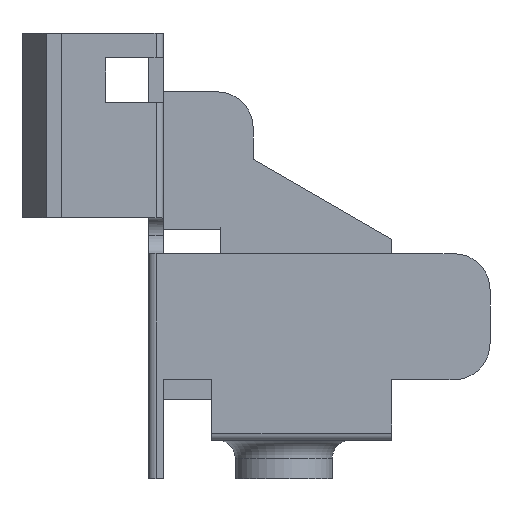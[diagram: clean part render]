
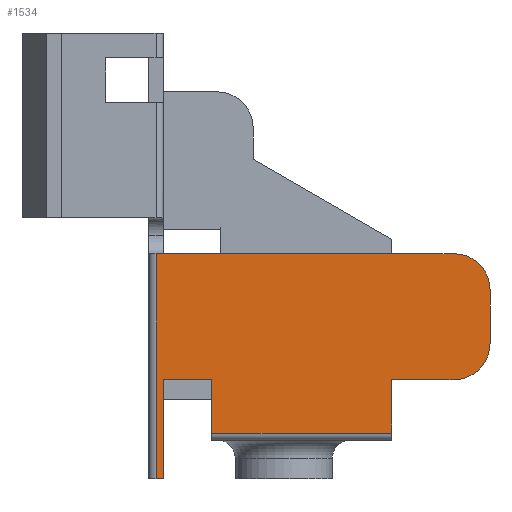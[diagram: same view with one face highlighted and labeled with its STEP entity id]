
A CAD part, left-side view. The second image highlights one B-rep face of the part: STEP entity #1534.
In plain terms, the highlighted planar face has unit normal (-1, 0, 0).
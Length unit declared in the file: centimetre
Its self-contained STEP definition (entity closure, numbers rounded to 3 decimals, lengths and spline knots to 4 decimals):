
#98=LINE($,#2396,#263);
#104=LINE($,#2410,#269);
#106=LINE($,#2419,#271);
#109=LINE($,#2426,#274);
#139=LINE($,#2498,#304);
#140=LINE($,#2502,#305);
#141=LINE($,#2506,#306);
#142=LINE($,#2507,#307);
#143=LINE($,#2509,#308);
#144=LINE($,#2511,#309);
#145=LINE($,#2512,#310);
#263=VECTOR($,#1912,1.);
#269=VECTOR($,#1924,0.297);
#271=VECTOR($,#1934,1.25);
#274=VECTOR($,#1941,0.04);
#304=VECTOR($,#2015,0.347);
#305=VECTOR($,#2018,0.3);
#306=VECTOR($,#2021,1.617);
#307=VECTOR($,#2022,0.04);
#308=VECTOR($,#2023,0.55);
#309=VECTOR($,#2024,0.27);
#310=VECTOR($,#2025,0.297);
#375=PLANE($,#1662);
#489=FACE_OUTER_BOUND($,#586,.T.);
#586=EDGE_LOOP($,(#1302,#1303,#1304,#1305,#1306,#1307,#1308,#1309,#1310,
#1311,#1312,#1313,#1314));
#658=CIRCLE($,#1663,0.2);
#659=CIRCLE($,#1664,0.2);
#762=VERTEX_POINT($,#2393);
#763=VERTEX_POINT($,#2395);
#768=VERTEX_POINT($,#2408);
#770=VERTEX_POINT($,#2416);
#771=VERTEX_POINT($,#2418);
#773=VERTEX_POINT($,#2424);
#793=VERTEX_POINT($,#2497);
#794=VERTEX_POINT($,#2499);
#795=VERTEX_POINT($,#2501);
#796=VERTEX_POINT($,#2503);
#797=VERTEX_POINT($,#2505);
#798=VERTEX_POINT($,#2508);
#799=VERTEX_POINT($,#2510);
#932=EDGE_CURVE($,#762,#763,#98,.T.);
#940=EDGE_CURVE($,#762,#768,#104,.F.);
#944=EDGE_CURVE($,#770,#771,#106,.T.);
#948=EDGE_CURVE($,#773,#770,#109,.T.);
#984=EDGE_CURVE($,#793,#768,#139,.F.);
#985=EDGE_CURVE($,#794,#793,#658,.T.);
#986=EDGE_CURVE($,#795,#794,#140,.F.);
#987=EDGE_CURVE($,#796,#795,#659,.T.);
#988=EDGE_CURVE($,#797,#796,#141,.T.);
#989=EDGE_CURVE($,#797,#771,#142,.T.);
#990=EDGE_CURVE($,#798,#773,#143,.T.);
#991=EDGE_CURVE($,#799,#798,#144,.F.);
#992=EDGE_CURVE($,#799,#763,#145,.F.);
#1302=ORIENTED_EDGE($,*,*,#932,.F.);
#1303=ORIENTED_EDGE($,*,*,#940,.T.);
#1304=ORIENTED_EDGE($,*,*,#984,.F.);
#1305=ORIENTED_EDGE($,*,*,#985,.F.);
#1306=ORIENTED_EDGE($,*,*,#986,.F.);
#1307=ORIENTED_EDGE($,*,*,#987,.F.);
#1308=ORIENTED_EDGE($,*,*,#988,.F.);
#1309=ORIENTED_EDGE($,*,*,#989,.T.);
#1310=ORIENTED_EDGE($,*,*,#944,.F.);
#1311=ORIENTED_EDGE($,*,*,#948,.F.);
#1312=ORIENTED_EDGE($,*,*,#990,.F.);
#1313=ORIENTED_EDGE($,*,*,#991,.F.);
#1314=ORIENTED_EDGE($,*,*,#992,.T.);
#1534=ADVANCED_FACE($,(#489),#375,.F.);
#1662=AXIS2_PLACEMENT_3D($,#2496,#2013,#2014);
#1663=AXIS2_PLACEMENT_3D($,#2500,#2016,#2017);
#1664=AXIS2_PLACEMENT_3D($,#2504,#2019,#2020);
#1912=DIRECTION($,(0.,1.,0.));
#1924=DIRECTION($,(0.,0.,-1.));
#1934=DIRECTION($,(0.,0.,1.));
#1941=DIRECTION($,(0.,1.,0.));
#2013=DIRECTION('center_axis',(1.,0.,0.));
#2014=DIRECTION('ref_axis',(0.,0.,-1.));
#2015=DIRECTION($,(0.,-1.,0.));
#2016=DIRECTION('center_axis',(1.,0.,0.));
#2017=DIRECTION('ref_axis',(0.,-0.707,-0.707));
#2018=DIRECTION($,(0.,0.,1.));
#2019=DIRECTION('center_axis',(1.,0.,0.));
#2020=DIRECTION('ref_axis',(0.,-0.707,0.707));
#2021=DIRECTION($,(0.,-1.,0.));
#2022=DIRECTION($,(0.,1.,0.));
#2023=DIRECTION($,(0.,0.,-1.));
#2024=DIRECTION($,(0.,-1.,0.));
#2025=DIRECTION($,(0.,0.,1.));
#2393=CARTESIAN_POINT('',(-11.416,9.69,0.253));
#2395=CARTESIAN_POINT('',(-11.416,10.69,0.253));
#2396=CARTESIAN_POINT($,(-11.416,10.52,0.253));
#2408=CARTESIAN_POINT('',(-11.416,9.69,0.55));
#2410=CARTESIAN_POINT($,(-11.416,9.69,0.55));
#2416=CARTESIAN_POINT('',(-11.416,11.,0.));
#2418=CARTESIAN_POINT('',(-11.416,11.,1.25));
#2419=CARTESIAN_POINT($,(-11.416,11.,1.236));
#2424=CARTESIAN_POINT('',(-11.416,10.96,0.));
#2426=CARTESIAN_POINT($,(-11.416,11.,0.));
#2496=CARTESIAN_POINT('Origin',(-11.416,11.,1.236));
#2497=CARTESIAN_POINT('',(-11.416,9.343,0.55));
#2498=CARTESIAN_POINT($,(-11.416,10.795,0.55));
#2499=CARTESIAN_POINT('',(-11.416,9.143,0.75));
#2500=CARTESIAN_POINT('Origin',(-11.416,9.343,0.75));
#2501=CARTESIAN_POINT('',(-11.416,9.143,1.05));
#2502=CARTESIAN_POINT($,(-11.416,9.143,1.393));
#2503=CARTESIAN_POINT('',(-11.416,9.343,1.25));
#2504=CARTESIAN_POINT('Origin',(-11.416,9.343,1.05));
#2505=CARTESIAN_POINT('',(-11.416,10.96,1.25));
#2506=CARTESIAN_POINT($,(-11.416,10.795,1.25));
#2507=CARTESIAN_POINT($,(-11.416,11.02,1.25));
#2508=CARTESIAN_POINT('',(-11.416,10.96,0.55));
#2509=CARTESIAN_POINT($,(-11.416,10.96,1.236));
#2510=CARTESIAN_POINT('',(-11.416,10.69,0.55));
#2511=CARTESIAN_POINT($,(-11.416,10.795,0.55));
#2512=CARTESIAN_POINT($,(-11.416,10.69,0.55));
